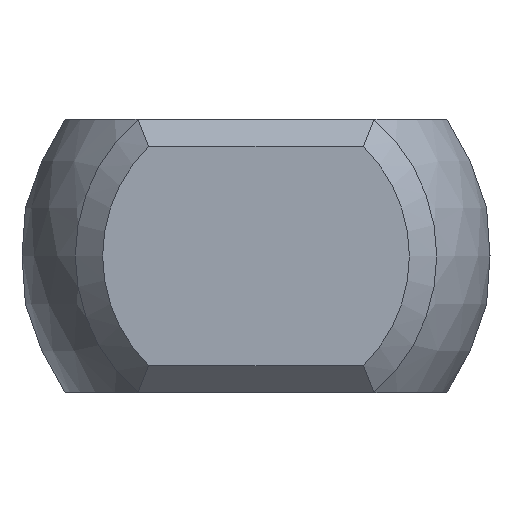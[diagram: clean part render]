
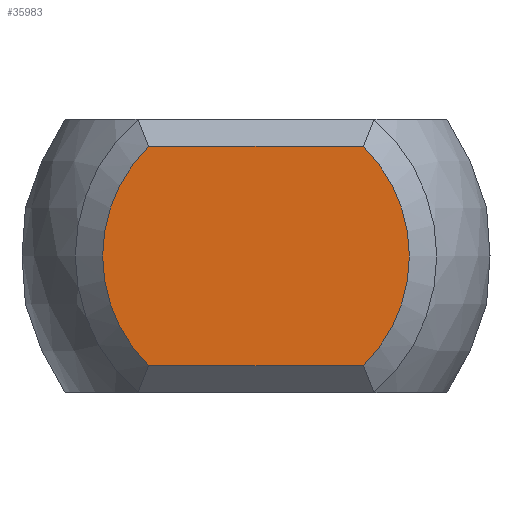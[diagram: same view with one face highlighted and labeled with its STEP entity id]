
A CAD part, left-side view. The second image highlights one B-rep face of the part: STEP entity #35983.
In plain terms, the highlighted planar face has unit normal (-1, 0, 0).
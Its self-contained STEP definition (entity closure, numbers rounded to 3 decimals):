
#34687 = PLANE('',#34688);
#34688 = AXIS2_PLACEMENT_3D('',#34689,#34690,#34691);
#34689 = CARTESIAN_POINT('',(-59.125,3.125,2.25));
#34690 = DIRECTION('',(0.707,0.,-0.707));
#34691 = DIRECTION('',(-0.707,0.,-0.707));
#35619 = EDGE_CURVE('',#35620,#35622,#35624,.T.);
#35620 = VERTEX_POINT('',#35621);
#35621 = CARTESIAN_POINT('',(-59.375,-1.96,-2.));
#35622 = VERTEX_POINT('',#35623);
#35623 = CARTESIAN_POINT('',(-59.375,-1.96,2.));
#35624 = SURFACE_CURVE('',#35625,(#35630,#35642),.PCURVE_S1.);
#35625 = CIRCLE('',#35626,2.8);
#35626 = AXIS2_PLACEMENT_3D('',#35627,#35628,#35629);
#35627 = CARTESIAN_POINT('',(-59.375,0.,0.));
#35628 = DIRECTION('',(-1.,0.,0.));
#35629 = DIRECTION('',(0.,-1.,0.));
#35630 = PCURVE('',#35631,#35636);
#35631 = CONICAL_SURFACE('',#35632,3.05,0.785);
#35632 = AXIS2_PLACEMENT_3D('',#35633,#35634,#35635);
#35633 = CARTESIAN_POINT('',(-59.125,0.,0.));
#35634 = DIRECTION('',(1.,0.,0.));
#35635 = DIRECTION('',(0.,-1.,0.));
#35636 = DEFINITIONAL_REPRESENTATION('',(#35637),#35641);
#35637 = LINE('',#35638,#35639);
#35638 = CARTESIAN_POINT('',(6.283,-0.25));
#35639 = VECTOR('',#35640,1.);
#35640 = DIRECTION('',(-1.,0.));
#35641 = ( GEOMETRIC_REPRESENTATION_CONTEXT(2) 
PARAMETRIC_REPRESENTATION_CONTEXT() REPRESENTATION_CONTEXT('2D SPACE',''
  ) );
#35642 = PCURVE('',#35643,#35648);
#35643 = PLANE('',#35644);
#35644 = AXIS2_PLACEMENT_3D('',#35645,#35646,#35647);
#35645 = CARTESIAN_POINT('',(-59.375,0.,0.));
#35646 = DIRECTION('',(1.,0.,0.));
#35647 = DIRECTION('',(0.,0.,-1.));
#35648 = DEFINITIONAL_REPRESENTATION('',(#35649),#35657);
#35649 = ( BOUNDED_CURVE() B_SPLINE_CURVE(2,(#35650,#35651,#35652,#35653
    ,#35654,#35655,#35656),.UNSPECIFIED.,.T.,.F.) 
B_SPLINE_CURVE_WITH_KNOTS((1,2,2,2,2,1),(-2.094,0.,
    2.094,4.189,6.283,8.378),
.UNSPECIFIED.) CURVE() GEOMETRIC_REPRESENTATION_ITEM() 
RATIONAL_B_SPLINE_CURVE((1.,0.5,1.,0.5,1.,0.5,1.)) REPRESENTATION_ITEM(
  '') );
#35650 = CARTESIAN_POINT('',(0.,-2.8));
#35651 = CARTESIAN_POINT('',(-4.85,-2.8));
#35652 = CARTESIAN_POINT('',(-2.425,1.4));
#35653 = CARTESIAN_POINT('',(0.,5.6));
#35654 = CARTESIAN_POINT('',(2.425,1.4));
#35655 = CARTESIAN_POINT('',(4.85,-2.8));
#35656 = CARTESIAN_POINT('',(0.,-2.8));
#35657 = ( GEOMETRIC_REPRESENTATION_CONTEXT(2) 
PARAMETRIC_REPRESENTATION_CONTEXT() REPRESENTATION_CONTEXT('2D SPACE',''
  ) );
#35675 = PLANE('',#35676);
#35676 = AXIS2_PLACEMENT_3D('',#35677,#35678,#35679);
#35677 = CARTESIAN_POINT('',(-59.125,-3.125,-2.25));
#35678 = DIRECTION('',(0.707,0.,0.707)
  );
#35679 = DIRECTION('',(0.707,0.,-0.707));
#35735 = EDGE_CURVE('',#35622,#35736,#35738,.T.);
#35736 = VERTEX_POINT('',#35737);
#35737 = CARTESIAN_POINT('',(-59.375,1.96,2.));
#35738 = SURFACE_CURVE('',#35739,(#35743,#35750),.PCURVE_S1.);
#35739 = LINE('',#35740,#35741);
#35740 = CARTESIAN_POINT('',(-59.375,3.125,2.));
#35741 = VECTOR('',#35742,1.);
#35742 = DIRECTION('',(0.,1.,0.));
#35743 = PCURVE('',#34687,#35744);
#35744 = DEFINITIONAL_REPRESENTATION('',(#35745),#35749);
#35745 = LINE('',#35746,#35747);
#35746 = CARTESIAN_POINT('',(0.354,0.));
#35747 = VECTOR('',#35748,1.);
#35748 = DIRECTION('',(0.,1.));
#35749 = ( GEOMETRIC_REPRESENTATION_CONTEXT(2) 
PARAMETRIC_REPRESENTATION_CONTEXT() REPRESENTATION_CONTEXT('2D SPACE',''
  ) );
#35750 = PCURVE('',#35643,#35751);
#35751 = DEFINITIONAL_REPRESENTATION('',(#35752),#35756);
#35752 = LINE('',#35753,#35754);
#35753 = CARTESIAN_POINT('',(-2.,3.125));
#35754 = VECTOR('',#35755,1.);
#35755 = DIRECTION('',(0.,1.));
#35756 = ( GEOMETRIC_REPRESENTATION_CONTEXT(2) 
PARAMETRIC_REPRESENTATION_CONTEXT() REPRESENTATION_CONTEXT('2D SPACE',''
  ) );
#35776 = CONICAL_SURFACE('',#35777,3.05,0.785);
#35777 = AXIS2_PLACEMENT_3D('',#35778,#35779,#35780);
#35778 = CARTESIAN_POINT('',(-59.125,0.,0.));
#35779 = DIRECTION('',(1.,0.,0.));
#35780 = DIRECTION('',(-0.,1.,0.));
#35790 = EDGE_CURVE('',#35736,#35791,#35793,.T.);
#35791 = VERTEX_POINT('',#35792);
#35792 = CARTESIAN_POINT('',(-59.375,1.96,-2.));
#35793 = SURFACE_CURVE('',#35794,(#35799,#35806),.PCURVE_S1.);
#35794 = CIRCLE('',#35795,2.8);
#35795 = AXIS2_PLACEMENT_3D('',#35796,#35797,#35798);
#35796 = CARTESIAN_POINT('',(-59.375,0.,0.));
#35797 = DIRECTION('',(-1.,0.,0.));
#35798 = DIRECTION('',(0.,1.,0.));
#35799 = PCURVE('',#35776,#35800);
#35800 = DEFINITIONAL_REPRESENTATION('',(#35801),#35805);
#35801 = LINE('',#35802,#35803);
#35802 = CARTESIAN_POINT('',(6.283,-0.25));
#35803 = VECTOR('',#35804,1.);
#35804 = DIRECTION('',(-1.,0.));
#35805 = ( GEOMETRIC_REPRESENTATION_CONTEXT(2) 
PARAMETRIC_REPRESENTATION_CONTEXT() REPRESENTATION_CONTEXT('2D SPACE',''
  ) );
#35806 = PCURVE('',#35643,#35807);
#35807 = DEFINITIONAL_REPRESENTATION('',(#35808),#35816);
#35808 = ( BOUNDED_CURVE() B_SPLINE_CURVE(2,(#35809,#35810,#35811,#35812
    ,#35813,#35814,#35815),.UNSPECIFIED.,.T.,.F.) 
B_SPLINE_CURVE_WITH_KNOTS((1,2,2,2,2,1),(-2.094,0.,
    2.094,4.189,6.283,8.378),
.UNSPECIFIED.) CURVE() GEOMETRIC_REPRESENTATION_ITEM() 
RATIONAL_B_SPLINE_CURVE((1.,0.5,1.,0.5,1.,0.5,1.)) REPRESENTATION_ITEM(
  '') );
#35809 = CARTESIAN_POINT('',(0.,2.8));
#35810 = CARTESIAN_POINT('',(4.85,2.8));
#35811 = CARTESIAN_POINT('',(2.425,-1.4));
#35812 = CARTESIAN_POINT('',(0.,-5.6));
#35813 = CARTESIAN_POINT('',(-2.425,-1.4));
#35814 = CARTESIAN_POINT('',(-4.85,2.8));
#35815 = CARTESIAN_POINT('',(0.,2.8));
#35816 = ( GEOMETRIC_REPRESENTATION_CONTEXT(2) 
PARAMETRIC_REPRESENTATION_CONTEXT() REPRESENTATION_CONTEXT('2D SPACE',''
  ) );
#35890 = EDGE_CURVE('',#35791,#35620,#35891,.T.);
#35891 = SURFACE_CURVE('',#35892,(#35896,#35903),.PCURVE_S1.);
#35892 = LINE('',#35893,#35894);
#35893 = CARTESIAN_POINT('',(-59.375,-3.125,-2.));
#35894 = VECTOR('',#35895,1.);
#35895 = DIRECTION('',(0.,-1.,0.));
#35896 = PCURVE('',#35675,#35897);
#35897 = DEFINITIONAL_REPRESENTATION('',(#35898),#35902);
#35898 = LINE('',#35899,#35900);
#35899 = CARTESIAN_POINT('',(-0.354,0.));
#35900 = VECTOR('',#35901,1.);
#35901 = DIRECTION('',(0.,-1.));
#35902 = ( GEOMETRIC_REPRESENTATION_CONTEXT(2) 
PARAMETRIC_REPRESENTATION_CONTEXT() REPRESENTATION_CONTEXT('2D SPACE',''
  ) );
#35903 = PCURVE('',#35643,#35904);
#35904 = DEFINITIONAL_REPRESENTATION('',(#35905),#35909);
#35905 = LINE('',#35906,#35907);
#35906 = CARTESIAN_POINT('',(2.,-3.125));
#35907 = VECTOR('',#35908,1.);
#35908 = DIRECTION('',(0.,-1.));
#35909 = ( GEOMETRIC_REPRESENTATION_CONTEXT(2) 
PARAMETRIC_REPRESENTATION_CONTEXT() REPRESENTATION_CONTEXT('2D SPACE',''
  ) );
#35983 = ADVANCED_FACE('',(#35984),#35643,.F.);
#35984 = FACE_BOUND('',#35985,.T.);
#35985 = EDGE_LOOP('',(#35986,#35987,#35988,#35989));
#35986 = ORIENTED_EDGE('',*,*,#35619,.T.);
#35987 = ORIENTED_EDGE('',*,*,#35735,.T.);
#35988 = ORIENTED_EDGE('',*,*,#35790,.T.);
#35989 = ORIENTED_EDGE('',*,*,#35890,.T.);
